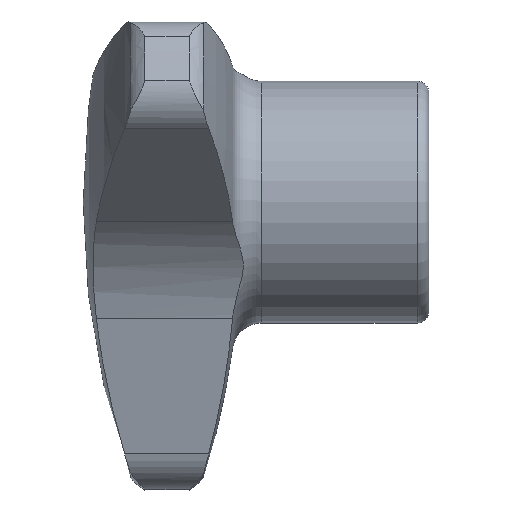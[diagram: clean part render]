
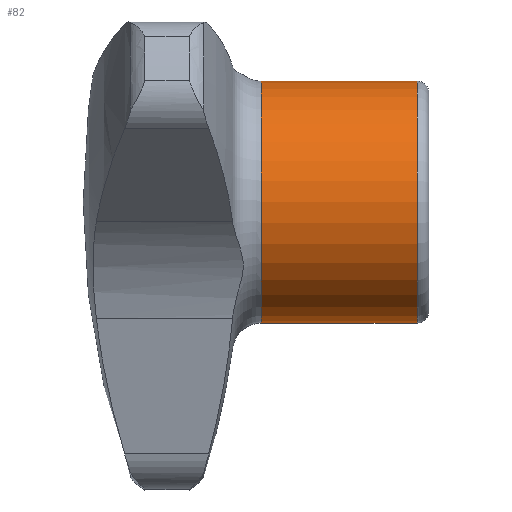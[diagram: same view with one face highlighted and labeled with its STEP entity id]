
A CAD part, left-side view. The second image highlights one B-rep face of the part: STEP entity #82.
In plain terms, the highlighted cylindrical face has radius 10.5 mm (diameter 21 mm), a full revolution.
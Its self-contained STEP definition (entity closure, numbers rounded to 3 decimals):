
#82 = ADVANCED_FACE( '', ( #128, #129 ), #130, .T. );
#128 = FACE_OUTER_BOUND( '', #206, .T. );
#129 = FACE_OUTER_BOUND( '', #207, .T. );
#130 = CYLINDRICAL_SURFACE( '', #208, 10.5 );
#206 = EDGE_LOOP( '', ( #393 ) );
#207 = EDGE_LOOP( '', ( #394 ) );
#208 = AXIS2_PLACEMENT_3D( '', #395, #396, #397 );
#393 = ORIENTED_EDGE( '', *, *, #642, .F. );
#394 = ORIENTED_EDGE( '', *, *, #643, .T. );
#395 = CARTESIAN_POINT( '', ( 0., 0., 0. ) );
#396 = DIRECTION( '', ( 0., 1., 0. ) );
#397 = DIRECTION( '', ( 0., 0., -1. ) );
#642 = EDGE_CURVE( '', #763, #763, #764, .T. );
#643 = EDGE_CURVE( '', #765, #765, #766, .T. );
#763 = VERTEX_POINT( '', #1023 );
#764 = CIRCLE( '', #1024, 10.5 );
#765 = VERTEX_POINT( '', #1025 );
#766 = CIRCLE( '', #1026, 10.5 );
#1023 = CARTESIAN_POINT( '', ( 0., 1., -10.5 ) );
#1024 = AXIS2_PLACEMENT_3D( '', #1312, #1313, #1314 );
#1025 = CARTESIAN_POINT( '', ( 0., 14.538, -10.5 ) );
#1026 = AXIS2_PLACEMENT_3D( '', #1315, #1316, #1317 );
#1312 = CARTESIAN_POINT( '', ( 0., 1., 0. ) );
#1313 = DIRECTION( '', ( 0., -1., 0. ) );
#1314 = DIRECTION( '', ( 0., 0., -1. ) );
#1315 = CARTESIAN_POINT( '', ( 0., 14.538, 0. ) );
#1316 = DIRECTION( '', ( 0., -1., 0. ) );
#1317 = DIRECTION( '', ( 0., 0., -1. ) );
